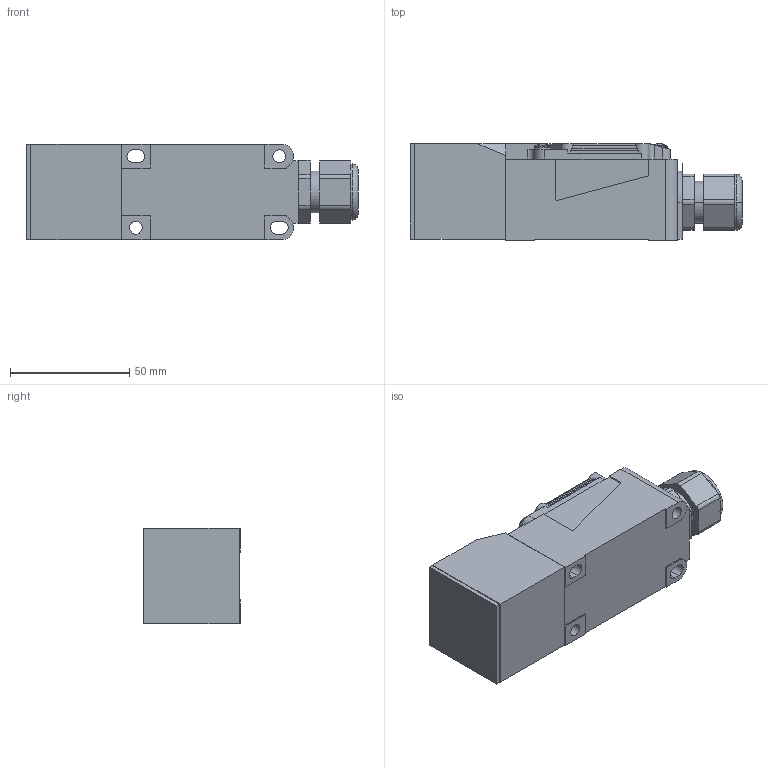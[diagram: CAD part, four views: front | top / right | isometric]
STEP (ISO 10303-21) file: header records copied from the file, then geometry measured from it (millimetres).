
FILE_DESCRIPTION (( 'STEP AP214' ), '1' );
FILE_NAME ('WL40-Q£¨P5-019-024Í¼1£©.STEP', '2024-10-11T05:27:33', ( '' ), ( '' ), 'SwSTEP 2.0', 'SolidWorks 2023', '' );
FILE_SCHEMA (( 'AUTOMOTIVE_DESIGN' ));
Length unit declared in the file: millimetre
Products named in the file (5): WL40-Q（P5-019-024图1）.stp; WL40-02.stp; M20-FANGSHUITOU.stp; WL40-01.stp; WL40-Q（P5-019-024图1）
Assembly tree (4 placements, depth 3):
  WL40-Q（P5-019-024图1）
    WL40-Q（P5-019-024图1）.stp
      WL40-01.stp
      WL40-02.stp
      M20-FANGSHUITOU.stp
Bounding box: 139 x 40.5 x 40 mm (x, y, z)
Volume: 162825.8 mm3; surface area: 34207.1 mm2
Topology: 2 solids, 4 shells, 264 faces, 707 edges, 462 vertices
Faces by surface type: plane 164, cylinder 60, torus 20, sphere 12, cone 8
Entity records: 8830 total; most frequent: CARTESIAN_POINT 1971, DIRECTION 1426, ORIENTED_EDGE 1400, EDGE_CURVE 707, AXIS2_PLACEMENT_3D 505, VERTEX_POINT 462, LINE 416, VECTOR 416
